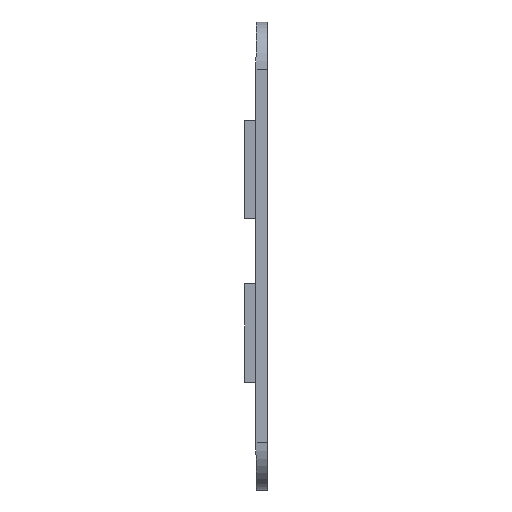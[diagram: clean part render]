
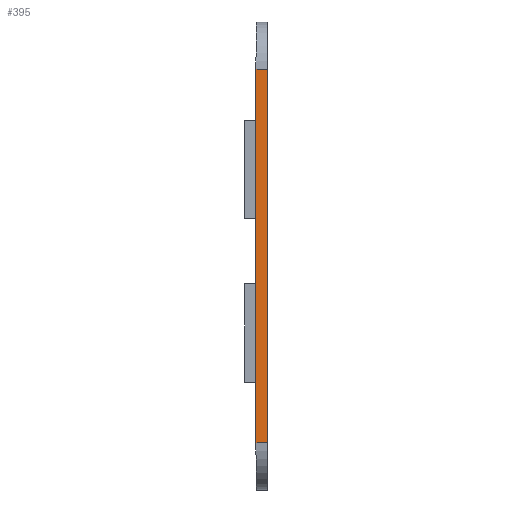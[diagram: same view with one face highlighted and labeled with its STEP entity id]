
A CAD part, left-side view. The second image highlights one B-rep face of the part: STEP entity #395.
In plain terms, the highlighted planar face has unit normal (-1, 0, 0).
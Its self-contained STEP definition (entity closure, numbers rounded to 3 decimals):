
#171 = VECTOR ( 'NONE', #1658, 1000. ) ;
#247 = VERTEX_POINT ( 'NONE', #857 ) ;
#360 = VECTOR ( 'NONE', #532, 1000. ) ;
#390 = CARTESIAN_POINT ( 'NONE',  ( 0., 1.8, 0. ) ) ;
#395 = ADVANCED_FACE ( 'NONE', ( #1412 ), #774, .F. ) ;
#401 = DIRECTION ( 'NONE',  ( 0., 0., 1. ) ) ;
#451 = EDGE_CURVE ( 'NONE', #957, #786, #926, .T. ) ;
#511 = ORIENTED_EDGE ( 'NONE', *, *, #451, .T. ) ;
#532 = DIRECTION ( 'NONE',  ( 0., -1., 0. ) ) ;
#546 = DIRECTION ( 'NONE',  ( 0., 1., 0. ) ) ;
#573 = LINE ( 'NONE', #956, #1550 ) ;
#641 = EDGE_CURVE ( 'NONE', #1117, #247, #1271, .T. ) ;
#774 = PLANE ( 'NONE',  #1563 ) ;
#777 = LINE ( 'NONE', #1654, #360 ) ;
#786 = VERTEX_POINT ( 'NONE', #810 ) ;
#809 = ORIENTED_EDGE ( 'NONE', *, *, #1034, .T. ) ;
#810 = CARTESIAN_POINT ( 'NONE',  ( 0., 0., -7.5 ) ) ;
#857 = CARTESIAN_POINT ( 'NONE',  ( 0., 1.8, -7.5 ) ) ;
#898 = ORIENTED_EDGE ( 'NONE', *, *, #1217, .T. ) ;
#926 = LINE ( 'NONE', #1318, #1639 ) ;
#956 = CARTESIAN_POINT ( 'NONE',  ( 0., 1.8, -7.5 ) ) ;
#957 = VERTEX_POINT ( 'NONE', #958 ) ;
#958 = CARTESIAN_POINT ( 'NONE',  ( 0., 0., -66.9 ) ) ;
#1034 = EDGE_CURVE ( 'NONE', #1117, #957, #777, .T. ) ;
#1117 = VERTEX_POINT ( 'NONE', #1477 ) ;
#1217 = EDGE_CURVE ( 'NONE', #786, #247, #573, .T. ) ;
#1271 = LINE ( 'NONE', #1509, #171 ) ;
#1283 = DIRECTION ( 'NONE',  ( 0., 0., -1. ) ) ;
#1315 = ORIENTED_EDGE ( 'NONE', *, *, #641, .F. ) ;
#1318 = CARTESIAN_POINT ( 'NONE',  ( 0., 0., 0. ) ) ;
#1387 = DIRECTION ( 'NONE',  ( 1., 0., 0. ) ) ;
#1412 = FACE_OUTER_BOUND ( 'NONE', #1591, .T. ) ;
#1477 = CARTESIAN_POINT ( 'NONE',  ( 0., 1.8, -66.9 ) ) ;
#1509 = CARTESIAN_POINT ( 'NONE',  ( 0., 1.8, 0. ) ) ;
#1550 = VECTOR ( 'NONE', #546, 1000. ) ;
#1563 = AXIS2_PLACEMENT_3D ( 'NONE', #390, #1387, #1283 ) ;
#1591 = EDGE_LOOP ( 'NONE', ( #511, #898, #1315, #809 ) ) ;
#1639 = VECTOR ( 'NONE', #401, 1000. ) ;
#1654 = CARTESIAN_POINT ( 'NONE',  ( 0., 1.8, -66.9 ) ) ;
#1658 = DIRECTION ( 'NONE',  ( 0., 0., 1. ) ) ;
